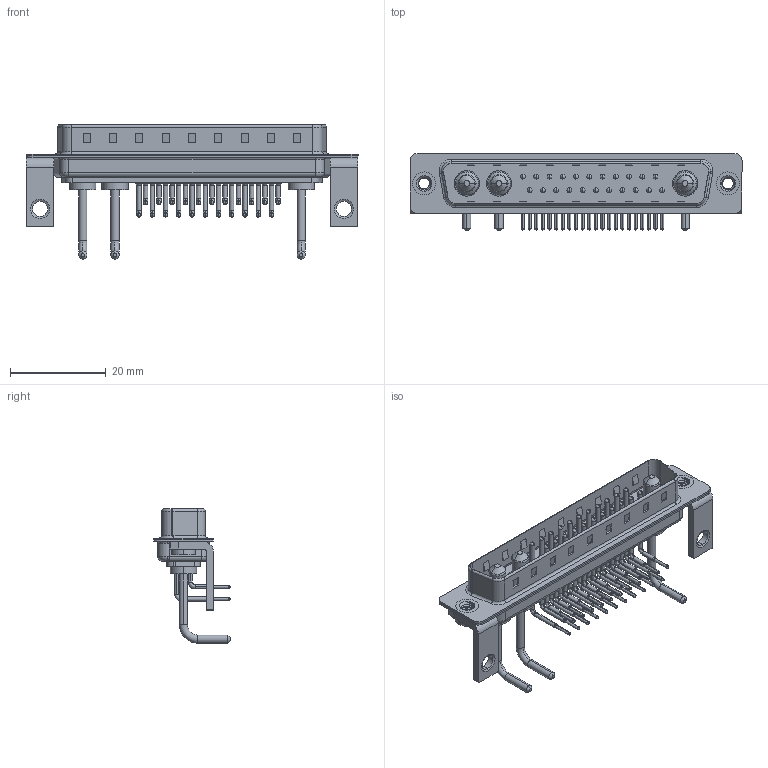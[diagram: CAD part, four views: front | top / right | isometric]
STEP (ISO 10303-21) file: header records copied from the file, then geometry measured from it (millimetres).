
FILE_DESCRIPTION (( 'STEP AP203' ), '1' );
FILE_NAME ('629-25W3250-1NC.STEP', '2022-05-16T05:25:52', ( '' ), ( '' ), 'SwSTEP 2.0', 'SolidWorks 2020', '' );
FILE_SCHEMA (( 'CONFIG_CONTROL_DESIGN' ));
Length unit declared in the file: millimetre
Products named in the file (9): 629Combo Contact Row 1; 629Combo Housing_25W3; 629Combo Contact Row 2; 629Combo Shell Front_37 Contacts; 629Combo Shell Rear_37 Contacts; 629Combo Threaded Rivet_2; Power Pin_Ext 10A RA; 629-25W3250-1NC; 629Combo Stabilizer Bracket
Assembly tree (32 placements, depth 2):
  629-25W3250-1NC
    629Combo Housing_25W3
    629Combo Shell Rear_37 Contacts
    629Combo Shell Front_37 Contacts
    629Combo Threaded Rivet_2  x2
    629Combo Stabilizer Bracket  x2
    Power Pin_Ext 10A RA  x3
    629Combo Contact Row 1  x11
    629Combo Contact Row 2  x11
Bounding box: 69.4 x 16.05 x 28.08 mm (x, y, z)
Volume: 4543.7 mm3; surface area: 10816.8 mm2
Topology: 35 solids, 35 shells, 3009 faces, 8303 edges, 5384 vertices
Faces by surface type: plane 1661, cylinder 1020, bspline 141, cone 125, torus 62
Entity records: 28812 total; most frequent: CARTESIAN_POINT 6130, DIRECTION 4595, ORIENTED_EDGE 4256, EDGE_CURVE 2128, AXIS2_PLACEMENT_3D 1663, VERTEX_POINT 1374, VECTOR 1269, LINE 1269
